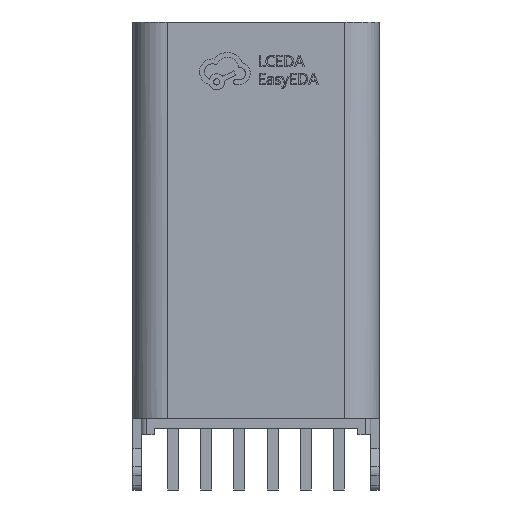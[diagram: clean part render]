
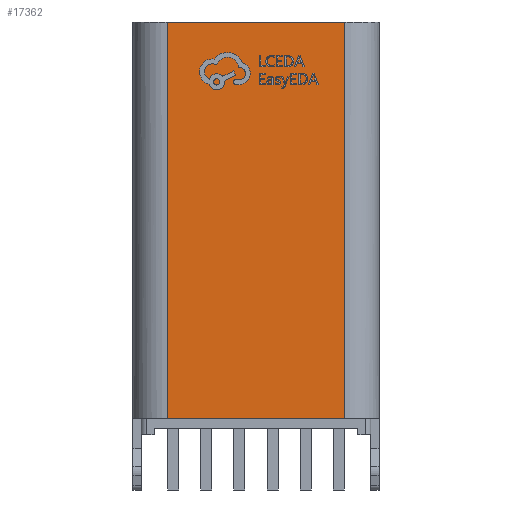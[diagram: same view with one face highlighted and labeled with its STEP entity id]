
A CAD part, front view. The second image highlights one B-rep face of the part: STEP entity #17362.
In plain terms, the highlighted planar face has unit normal (0, -1, 0).
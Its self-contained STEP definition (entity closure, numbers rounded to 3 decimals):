
#271 = CARTESIAN_POINT ( 'NONE',  ( 3.22, -1.58, -7.5 ) ) ;
#392 = DIRECTION ( 'NONE',  ( 1., 0., 0. ) ) ;
#554 = ORIENTED_EDGE ( 'NONE', *, *, #11293, .T. ) ;
#1533 = ORIENTED_EDGE ( 'NONE', *, *, #9587, .F. ) ;
#1808 = CARTESIAN_POINT ( 'NONE',  ( 3.22, -1.58, -6.9 ) ) ;
#1861 = DIRECTION ( 'NONE',  ( 0., 0., 1. ) ) ;
#3078 = PLANE ( 'NONE',  #18565 ) ;
#4121 = VECTOR ( 'NONE', #10883, 1000. ) ;
#4691 = VERTEX_POINT ( 'NONE', #15512 ) ;
#4839 = CARTESIAN_POINT ( 'NONE',  ( 3.22, -1.58, 7.5 ) ) ;
#4855 = CARTESIAN_POINT ( 'NONE',  ( 4.47, -1.58, -6.9 ) ) ;
#4949 = EDGE_LOOP ( 'NONE', ( #12004, #554, #16399, #1533 ) ) ;
#5430 = VECTOR ( 'NONE', #1861, 1000. ) ;
#6400 = LINE ( 'NONE', #4855, #4121 ) ;
#7287 = VECTOR ( 'NONE', #392, 1000. ) ;
#7660 = LINE ( 'NONE', #19115, #7287 ) ;
#7700 = DIRECTION ( 'NONE',  ( 0., 0., 1. ) ) ;
#8996 = CARTESIAN_POINT ( 'NONE',  ( 3.22, -1.58, -7.5 ) ) ;
#9302 = DIRECTION ( 'NONE',  ( 0., -1., 0. ) ) ;
#9458 = CARTESIAN_POINT ( 'NONE',  ( -3.22, -1.58, 7.5 ) ) ;
#9529 = LINE ( 'NONE', #15883, #5430 ) ;
#9587 = EDGE_CURVE ( 'NONE', #4691, #10905, #9529, .T. ) ;
#9658 = EDGE_CURVE ( 'NONE', #13253, #4691, #6400, .T. ) ;
#10883 = DIRECTION ( 'NONE',  ( -1., 0., 0. ) ) ;
#10905 = VERTEX_POINT ( 'NONE', #9458 ) ;
#11293 = EDGE_CURVE ( 'NONE', #13253, #11547, #18995, .T. ) ;
#11547 = VERTEX_POINT ( 'NONE', #4839 ) ;
#12004 = ORIENTED_EDGE ( 'NONE', *, *, #9658, .F. ) ;
#13253 = VERTEX_POINT ( 'NONE', #1808 ) ;
#13579 = EDGE_CURVE ( 'NONE', #10905, #11547, #7660, .T. ) ;
#14266 = DIRECTION ( 'NONE',  ( 0., 0., 1. ) ) ;
#14327 = VECTOR ( 'NONE', #14266, 1000. ) ;
#15512 = CARTESIAN_POINT ( 'NONE',  ( -3.22, -1.58, -6.9 ) ) ;
#15883 = CARTESIAN_POINT ( 'NONE',  ( -3.22, -1.58, -7.5 ) ) ;
#16399 = ORIENTED_EDGE ( 'NONE', *, *, #13579, .F. ) ;
#16883 = FACE_OUTER_BOUND ( 'NONE', #4949, .T. ) ;
#17362 = ADVANCED_FACE ( 'NONE', ( #16883 ), #3078, .T. ) ;
#18565 = AXIS2_PLACEMENT_3D ( 'NONE', #8996, #9302, #7700 ) ;
#18995 = LINE ( 'NONE', #271, #14327 ) ;
#19115 = CARTESIAN_POINT ( 'NONE',  ( 3.22, -1.58, 7.5 ) ) ;
